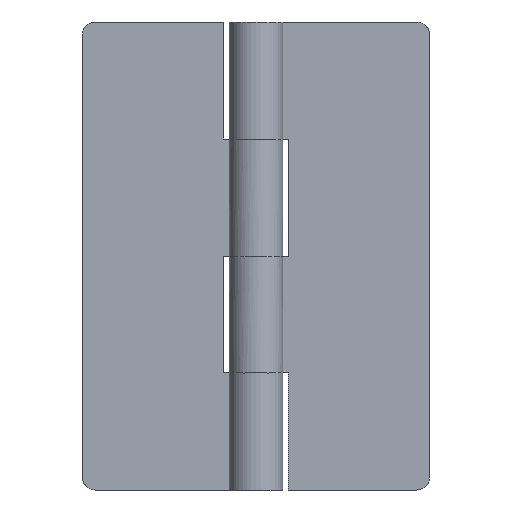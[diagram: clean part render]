
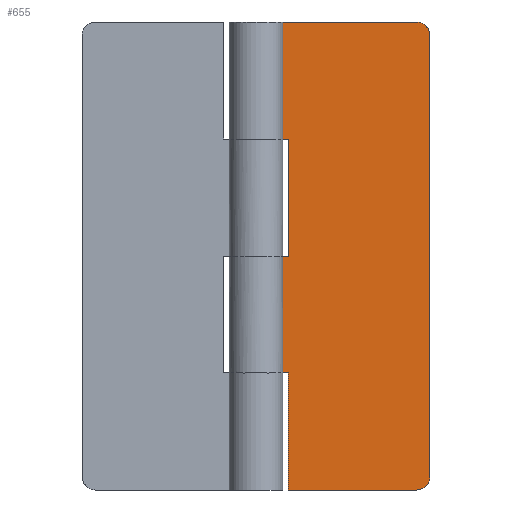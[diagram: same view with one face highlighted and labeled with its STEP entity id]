
A CAD part, front view. The second image highlights one B-rep face of the part: STEP entity #655.
In plain terms, the highlighted free-form (B-spline) face has degree [1, 1] with [2, 2] control points.
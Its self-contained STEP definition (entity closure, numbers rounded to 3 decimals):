
#75=CARTESIAN_POINT('',(12.0,1.0,35.0));
#76=VERTEX_POINT('',#75);
#82=CARTESIAN_POINT('',(13.0,1.0,34.0));
#83=VERTEX_POINT('',#82);
#84=CARTESIAN_POINT('',(13.0,1.0,34.0));
#85=CARTESIAN_POINT('',(13.,1.0,35.));
#86=CARTESIAN_POINT('',(12.0,1.0,35.0));
#94=(BOUNDED_CURVE()B_SPLINE_CURVE(2,(#84,#85,#86),.UNSPECIFIED.,.F.,.U.)CURVE()GEOMETRIC_REPRESENTATION_ITEM()QUASI_UNIFORM_CURVE()RATIONAL_B_SPLINE_CURVE((1.0,0.707,1.0))REPRESENTATION_ITEM(''));
#95=EDGE_CURVE('',#83,#76,#94,.T.);
#136=CARTESIAN_POINT('',(13.0,1.0,1.0));
#137=VERTEX_POINT('',#136);
#143=CARTESIAN_POINT('',(12.0,1.0,0.0));
#144=VERTEX_POINT('',#143);
#145=CARTESIAN_POINT('',(12.0,1.0,0.0));
#146=CARTESIAN_POINT('',(13.,1.0,0.0));
#147=CARTESIAN_POINT('',(13.0,1.0,1.0));
#155=(BOUNDED_CURVE()B_SPLINE_CURVE(2,(#145,#146,#147),.UNSPECIFIED.,.F.,.U.)CURVE()GEOMETRIC_REPRESENTATION_ITEM()QUASI_UNIFORM_CURVE()RATIONAL_B_SPLINE_CURVE((1.0,0.707,1.0))REPRESENTATION_ITEM(''));
#156=EDGE_CURVE('',#144,#137,#155,.T.);
#171=CARTESIAN_POINT('',(2.4,1.0,17.5));
#172=VERTEX_POINT('',#171);
#173=CARTESIAN_POINT('',(2.4,1.0,26.25));
#174=VERTEX_POINT('',#173);
#175=CARTESIAN_POINT('',(2.4,1.0,17.5));
#176=CARTESIAN_POINT('',(2.4,1.0,26.25));
#177=QUASI_UNIFORM_CURVE('',1,(#175,#176),.UNSPECIFIED.,.F.,.U.);
#178=EDGE_CURVE('',#172,#174,#177,.T.);
#207=CARTESIAN_POINT('',(0.0,1.0,17.5));
#208=VERTEX_POINT('',#207);
#209=CARTESIAN_POINT('',(0.0,1.0,17.5));
#210=CARTESIAN_POINT('',(2.4,1.0,17.5));
#211=QUASI_UNIFORM_CURVE('',1,(#209,#210),.UNSPECIFIED.,.F.,.U.);
#212=EDGE_CURVE('',#208,#172,#211,.T.);
#277=CARTESIAN_POINT('',(0.0,1.0,26.25));
#278=VERTEX_POINT('',#277);
#279=CARTESIAN_POINT('',(2.4,1.0,26.25));
#280=CARTESIAN_POINT('',(0.0,1.0,26.25));
#281=QUASI_UNIFORM_CURVE('',1,(#279,#280),.UNSPECIFIED.,.F.,.U.);
#282=EDGE_CURVE('',#174,#278,#281,.T.);
#347=CARTESIAN_POINT('',(2.4,1.0,0.0));
#348=VERTEX_POINT('',#347);
#349=CARTESIAN_POINT('',(2.4,1.0,8.75));
#350=VERTEX_POINT('',#349);
#351=CARTESIAN_POINT('',(2.4,1.0,0.0));
#352=CARTESIAN_POINT('',(2.4,1.0,8.75));
#353=QUASI_UNIFORM_CURVE('',1,(#351,#352),.UNSPECIFIED.,.F.,.U.);
#354=EDGE_CURVE('',#348,#350,#353,.T.);
#383=CARTESIAN_POINT('',(0.0,1.0,8.75));
#384=VERTEX_POINT('',#383);
#385=CARTESIAN_POINT('',(2.4,1.0,8.75));
#386=CARTESIAN_POINT('',(0.0,1.0,8.75));
#387=QUASI_UNIFORM_CURVE('',1,(#385,#386),.UNSPECIFIED.,.F.,.U.);
#388=EDGE_CURVE('',#350,#384,#387,.T.);
#459=CARTESIAN_POINT('',(12.0,1.0,0.0));
#460=CARTESIAN_POINT('',(2.4,1.0,0.0));
#461=QUASI_UNIFORM_CURVE('',1,(#459,#460),.UNSPECIFIED.,.F.,.U.);
#462=EDGE_CURVE('',#144,#348,#461,.T.);
#473=CARTESIAN_POINT('',(0.0,1.0,35.0));
#474=VERTEX_POINT('',#473);
#475=CARTESIAN_POINT('',(12.0,1.0,35.0));
#476=CARTESIAN_POINT('',(0.0,1.0,35.0));
#477=QUASI_UNIFORM_CURVE('',1,(#475,#476),.UNSPECIFIED.,.F.,.U.);
#478=EDGE_CURVE('',#76,#474,#477,.T.);
#620=CARTESIAN_POINT('',(0.0,1.0,17.5));
#621=CARTESIAN_POINT('',(0.0,1.0,8.75));
#622=QUASI_UNIFORM_CURVE('',1,(#620,#621),.UNSPECIFIED.,.F.,.U.);
#623=EDGE_CURVE('',#208,#384,#622,.T.);
#628=CARTESIAN_POINT('',(-0.649,1.0,36.748));
#629=CARTESIAN_POINT('',(-0.649,1.0,-1.748));
#630=CARTESIAN_POINT('',(13.649,1.0,36.748));
#631=CARTESIAN_POINT('',(13.649,1.0,-1.748));
#632=B_SPLINE_SURFACE_WITH_KNOTS('',1,1,((#628,#630),(#629,#631)),.UNSPECIFIED.,.F.,.F.,.U.,(2,2),(2,2),(0.0,38.497),(0.0,14.299),.UNSPECIFIED.);
#633=ORIENTED_EDGE('',*,*,#462,.F.);
#634=ORIENTED_EDGE('',*,*,#156,.T.);
#635=CARTESIAN_POINT('',(13.0,1.0,34.0));
#636=CARTESIAN_POINT('',(13.0,1.0,1.0));
#637=QUASI_UNIFORM_CURVE('',1,(#635,#636),.UNSPECIFIED.,.F.,.U.);
#638=EDGE_CURVE('',#83,#137,#637,.T.);
#639=ORIENTED_EDGE('',*,*,#638,.F.);
#640=ORIENTED_EDGE('',*,*,#95,.T.);
#641=ORIENTED_EDGE('',*,*,#478,.T.);
#642=CARTESIAN_POINT('',(0.0,1.0,35.0));
#643=CARTESIAN_POINT('',(0.0,1.0,26.25));
#644=QUASI_UNIFORM_CURVE('',1,(#642,#643),.UNSPECIFIED.,.F.,.U.);
#645=EDGE_CURVE('',#474,#278,#644,.T.);
#646=ORIENTED_EDGE('',*,*,#645,.T.);
#647=ORIENTED_EDGE('',*,*,#282,.F.);
#648=ORIENTED_EDGE('',*,*,#178,.F.);
#649=ORIENTED_EDGE('',*,*,#212,.F.);
#650=ORIENTED_EDGE('',*,*,#623,.T.);
#651=ORIENTED_EDGE('',*,*,#388,.F.);
#652=ORIENTED_EDGE('',*,*,#354,.F.);
#653=EDGE_LOOP('',(#633,#634,#639,#640,#641,#646,#647,#648,#649,#650,#651,#652));
#654=FACE_OUTER_BOUND('',#653,.T.);
#655=ADVANCED_FACE('',(#654),#632,.T.);
